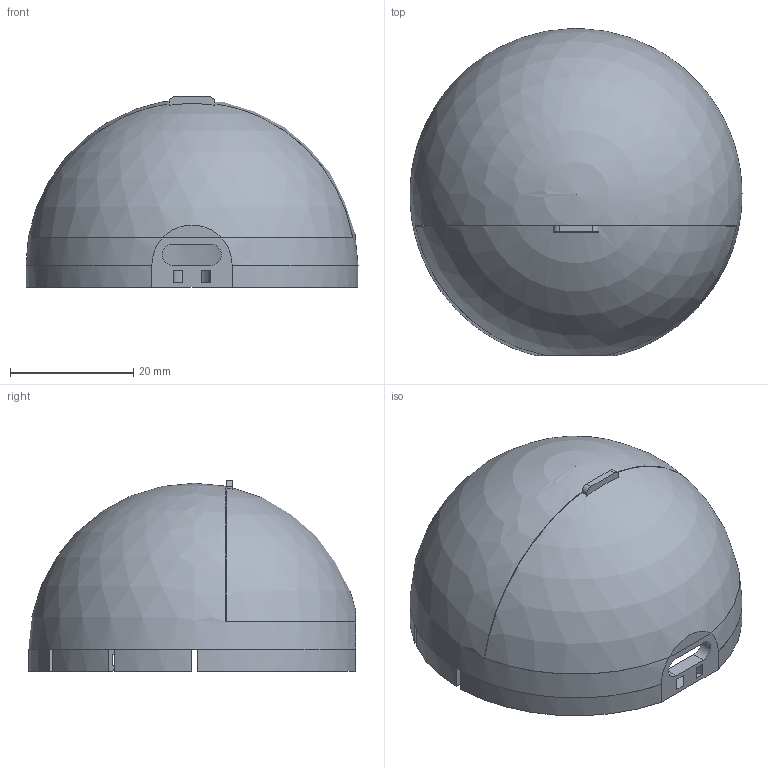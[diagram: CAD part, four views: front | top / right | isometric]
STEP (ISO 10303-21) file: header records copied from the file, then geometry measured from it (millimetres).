
FILE_DESCRIPTION(/* description */ ('','CAx-IF Rec.Pracs.---Representation and Presentation of Product Manufacturing Information (PMI)---4.0---2014-10-13'),/* implementation_level */ '2;1');
FILE_NAME(/* name */ 'Ornament Enclosure v15.step',/* time_stamp */ '2024-12-25T16:25:32-08:00',/* author */ (''),/* organization */ (''),/* preprocessor_version */ 'ST-DEVELOPER v20',/* originating_system */ 'Autodesk Translation Framework v13.20.0.188',/* authorisation */ '');
FILE_SCHEMA (('AP242_MANAGED_MODEL_BASED_3D_ENGINEERING_MIM_LF { 1 0 10303 442 1 1 4 }'));
Length unit declared in the file: millimetre
Products named in the file (1): Ornament Case
Bounding box: 53.77 x 52.97 x 30.9 mm (x, y, z)
Volume: 10661.1 mm3; surface area: 10910.6 mm2
Topology: 2 solids, 2 shells, 150 faces, 422 edges, 273 vertices
Faces by surface type: plane 94, cylinder 42, cone 10, sphere 4
Entity records: 4891 total; most frequent: DIRECTION 878, CARTESIAN_POINT 858, ORIENTED_EDGE 842, EDGE_CURVE 421, AXIS2_PLACEMENT_3D 312, VERTEX_POINT 273, LINE 254, VECTOR 254
